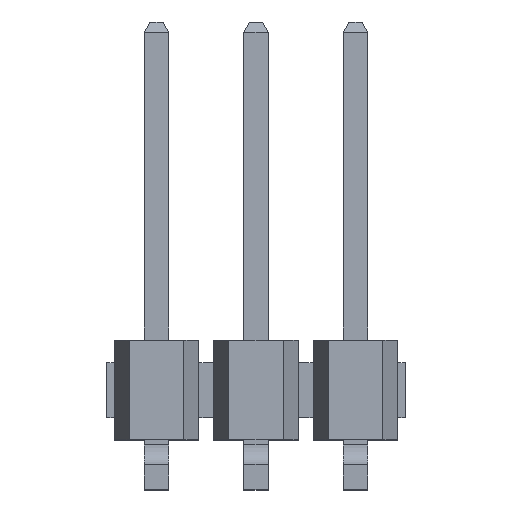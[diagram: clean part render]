
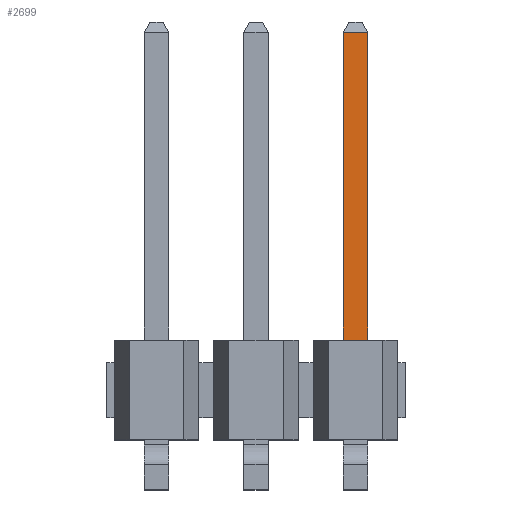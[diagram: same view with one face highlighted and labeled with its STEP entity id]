
A CAD part, top view. The second image highlights one B-rep face of the part: STEP entity #2699.
In plain terms, the highlighted planar face has unit normal (0, 0, 1).
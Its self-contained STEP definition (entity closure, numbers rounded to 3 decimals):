
#149 = LINE ( 'NONE', #2408, #958 ) ;
#200 = EDGE_CURVE ( 'NONE', #6133, #2666, #568, .T. ) ;
#568 = LINE ( 'NONE', #5740, #7215 ) ;
#875 = DIRECTION ( 'NONE',  ( -1., 0., 0. ) ) ;
#926 = ORIENTED_EDGE ( 'NONE', *, *, #200, .T. ) ;
#958 = VECTOR ( 'NONE', #4804, 1000. ) ;
#1272 = CARTESIAN_POINT ( 'NONE',  ( 2.857, 2.667, 0.318 ) ) ;
#1421 = VERTEX_POINT ( 'NONE', #6429 ) ;
#2234 = DIRECTION ( 'NONE',  ( 1., 0., 0. ) ) ;
#2330 = CARTESIAN_POINT ( 'NONE',  ( 2.223, 11.938, 0.318 ) ) ;
#2388 = VERTEX_POINT ( 'NONE', #2609 ) ;
#2408 = CARTESIAN_POINT ( 'NONE',  ( 2.857, 11.938, 0.318 ) ) ;
#2609 = CARTESIAN_POINT ( 'NONE',  ( 2.857, 11.678, 0.318 ) ) ;
#2666 = VERTEX_POINT ( 'NONE', #1272 ) ;
#2699 = ADVANCED_FACE ( 'NONE', ( #5103 ), #3163, .F. ) ;
#3163 = PLANE ( 'NONE',  #3813 ) ;
#3539 = LINE ( 'NONE', #2330, #4712 ) ;
#3813 = AXIS2_PLACEMENT_3D ( 'NONE', #5429, #4261, #875 ) ;
#3902 = ORIENTED_EDGE ( 'NONE', *, *, #7114, .F. ) ;
#4051 = EDGE_CURVE ( 'NONE', #6133, #1421, #3539, .T. ) ;
#4261 = DIRECTION ( 'NONE',  ( 0., 0., -1. ) ) ;
#4712 = VECTOR ( 'NONE', #6496, 1000. ) ;
#4725 = CARTESIAN_POINT ( 'NONE',  ( 2.223, 2.667, 0.318 ) ) ;
#4804 = DIRECTION ( 'NONE',  ( 0., -1., 0. ) ) ;
#4863 = LINE ( 'NONE', #7432, #5863 ) ;
#5103 = FACE_OUTER_BOUND ( 'NONE', #6503, .T. ) ;
#5429 = CARTESIAN_POINT ( 'NONE',  ( 2.857, 11.938, 0.318 ) ) ;
#5740 = CARTESIAN_POINT ( 'NONE',  ( 2.857, 2.667, 0.318 ) ) ;
#5788 = DIRECTION ( 'NONE',  ( -1., 0., 0. ) ) ;
#5863 = VECTOR ( 'NONE', #5788, 1000. ) ;
#6133 = VERTEX_POINT ( 'NONE', #4725 ) ;
#6429 = CARTESIAN_POINT ( 'NONE',  ( 2.223, 11.678, 0.318 ) ) ;
#6496 = DIRECTION ( 'NONE',  ( 0., 1., 0. ) ) ;
#6503 = EDGE_LOOP ( 'NONE', ( #3902, #7135, #6980, #926 ) ) ;
#6980 = ORIENTED_EDGE ( 'NONE', *, *, #4051, .F. ) ;
#7114 = EDGE_CURVE ( 'NONE', #2388, #2666, #149, .T. ) ;
#7135 = ORIENTED_EDGE ( 'NONE', *, *, #7418, .T. ) ;
#7215 = VECTOR ( 'NONE', #2234, 1000. ) ;
#7418 = EDGE_CURVE ( 'NONE', #2388, #1421, #4863, .T. ) ;
#7432 = CARTESIAN_POINT ( 'NONE',  ( 2.857, 11.678, 0.318 ) ) ;
